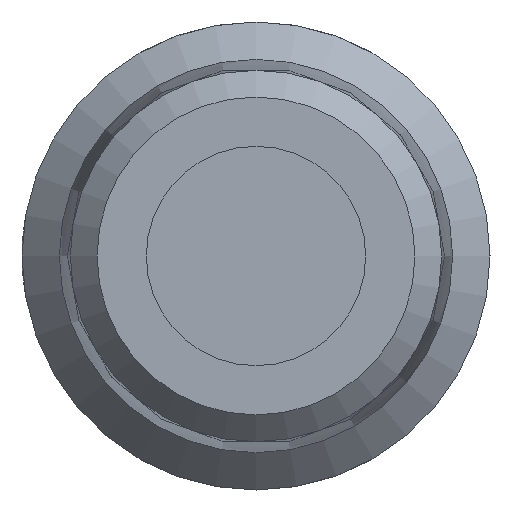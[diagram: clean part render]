
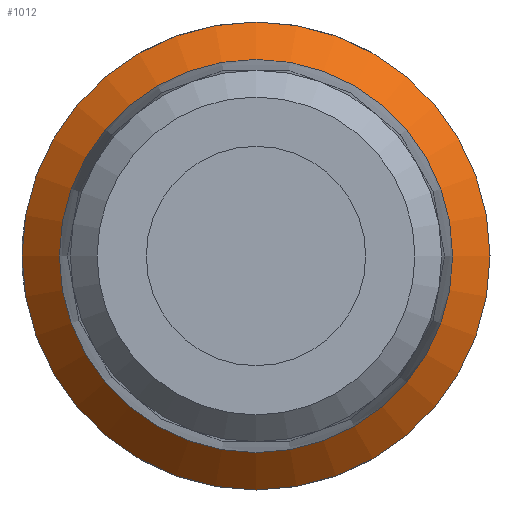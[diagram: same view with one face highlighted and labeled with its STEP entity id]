
A CAD part, left-side view. The second image highlights one B-rep face of the part: STEP entity #1012.
In plain terms, the highlighted conical face has half-angle 45 degrees and reference radius 11.684 mm.
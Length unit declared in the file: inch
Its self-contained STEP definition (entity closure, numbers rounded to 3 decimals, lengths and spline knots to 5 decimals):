
#921=CARTESIAN_POINT('',(0.88,0.5,0.0));
#922=VERTEX_POINT('',#921);
#923=CARTESIAN_POINT('',(0.88,0.0,0.0));
#924=DIRECTION('',(1.0,0.0,0.0));
#925=DIRECTION('',(0.0,1.0,0.0));
#926=AXIS2_PLACEMENT_3D('',#923,#924,#925);
#927=CIRCLE('',#926,0.5);
#928=EDGE_CURVE('',#922,#922,#927,.T.);
#986=CARTESIAN_POINT('',(0.8,0.42,0.0));
#987=VERTEX_POINT('',#986);
#988=CARTESIAN_POINT('',(0.8,0.0,0.0));
#989=DIRECTION('',(1.0,0.0,0.0));
#990=DIRECTION('',(0.0,1.0,0.0));
#991=AXIS2_PLACEMENT_3D('',#988,#989,#990);
#992=CIRCLE('',#991,0.42);
#993=EDGE_CURVE('',#987,#987,#992,.T.);
#1001=CARTESIAN_POINT('',(0.84,0.0,0.0));
#1002=DIRECTION('',(1.0,0.0,0.0));
#1003=DIRECTION('',(0.0,1.0,0.0));
#1004=AXIS2_PLACEMENT_3D('',#1001,#1002,#1003);
#1005=CONICAL_SURFACE('',#1004,0.46,45.);
#1006=ORIENTED_EDGE('',*,*,#928,.F.);
#1007=EDGE_LOOP('',(#1006));
#1008=FACE_OUTER_BOUND('',#1007,.T.);
#1009=ORIENTED_EDGE('',*,*,#993,.T.);
#1010=EDGE_LOOP('',(#1009));
#1011=FACE_BOUND('',#1010,.T.);
#1012=ADVANCED_FACE('',(#1008,#1011),#1005,.T.);
